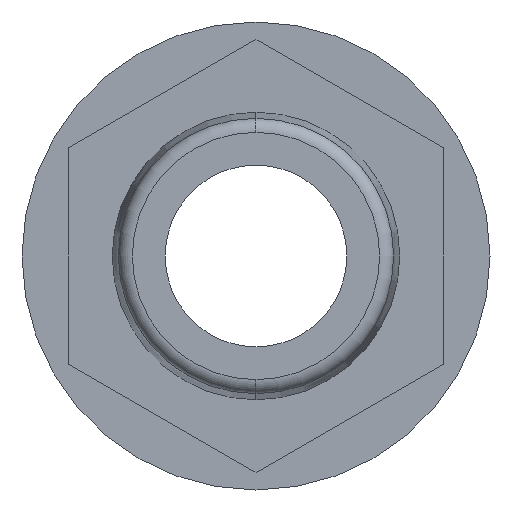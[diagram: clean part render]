
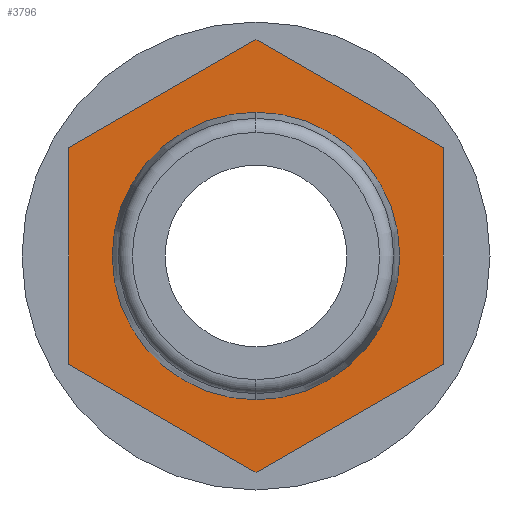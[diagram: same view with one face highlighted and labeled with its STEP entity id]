
A CAD part, left-side view. The second image highlights one B-rep face of the part: STEP entity #3796.
In plain terms, the highlighted planar face has unit normal (-1, 0, 0).
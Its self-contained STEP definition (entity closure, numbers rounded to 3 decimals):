
#261 = CARTESIAN_POINT ( 'NONE',  ( -27.9, 15.358, 0. ) ) ;
#262 = FACE_OUTER_BOUND ( 'NONE', #464, .T. ) ;
#266 = FACE_BOUND ( 'NONE', #456, .T. ) ;
#267 = PLANE ( 'NONE',  #2772 ) ;
#269 = DIRECTION ( 'NONE',  ( 1., 0., 0. ) ) ;
#270 = DIRECTION ( 'NONE',  ( 0., 0., -1. ) ) ;
#456 = EDGE_LOOP ( 'NONE', ( #920, #921 ) ) ;
#464 = EDGE_LOOP ( 'NONE', ( #922, #923, #924, #925, #926, #927 ) ) ;
#516 = VERTEX_POINT ( 'NONE', #1240 ) ;
#524 = VERTEX_POINT ( 'NONE', #1246 ) ;
#528 = VERTEX_POINT ( 'NONE', #1250 ) ;
#529 = VERTEX_POINT ( 'NONE', #1251 ) ;
#530 = VERTEX_POINT ( 'NONE', #1252 ) ;
#531 = VERTEX_POINT ( 'NONE', #1253 ) ;
#602 = VERTEX_POINT ( 'NONE', #1949 ) ;
#606 = VERTEX_POINT ( 'NONE', #1953 ) ;
#854 = EDGE_CURVE ( 'NONE', #606, #602, #2461, .T. ) ;
#855 = EDGE_CURVE ( 'NONE', #528, #516, #1421, .T. ) ;
#856 = EDGE_CURVE ( 'NONE', #516, #524, #1420, .T. ) ;
#857 = EDGE_CURVE ( 'NONE', #524, #529, #1428, .T. ) ;
#858 = EDGE_CURVE ( 'NONE', #529, #530, #1431, .T. ) ;
#859 = EDGE_CURVE ( 'NONE', #530, #531, #1434, .T. ) ;
#860 = EDGE_CURVE ( 'NONE', #531, #528, #1437, .T. ) ;
#920 = ORIENTED_EDGE ( 'NONE', *, *, #3681, .F. ) ;
#921 = ORIENTED_EDGE ( 'NONE', *, *, #854, .F. ) ;
#922 = ORIENTED_EDGE ( 'NONE', *, *, #855, .T. ) ;
#923 = ORIENTED_EDGE ( 'NONE', *, *, #856, .T. ) ;
#924 = ORIENTED_EDGE ( 'NONE', *, *, #857, .T. ) ;
#925 = ORIENTED_EDGE ( 'NONE', *, *, #858, .T. ) ;
#926 = ORIENTED_EDGE ( 'NONE', *, *, #859, .T. ) ;
#927 = ORIENTED_EDGE ( 'NONE', *, *, #860, .T. ) ;
#1240 = CARTESIAN_POINT ( 'NONE',  ( -27.9, 13.3, -7.679 ) ) ;
#1246 = CARTESIAN_POINT ( 'NONE',  ( -27.9, 0., -15.358 ) ) ;
#1250 = CARTESIAN_POINT ( 'NONE',  ( -27.9, 13.3, 7.679 ) ) ;
#1251 = CARTESIAN_POINT ( 'NONE',  ( -27.9, -13.3, -7.679 ) ) ;
#1252 = CARTESIAN_POINT ( 'NONE',  ( -27.9, -13.3, 7.679 ) ) ;
#1253 = CARTESIAN_POINT ( 'NONE',  ( -27.9, 0., 15.358 ) ) ;
#1382 = CARTESIAN_POINT ( 'NONE',  ( -27.9, 13.3, 7.679 ) ) ;
#1420 = LINE ( 'NONE', #1426, #2458 ) ;
#1421 = LINE ( 'NONE', #1382, #2460 ) ;
#1422 = CARTESIAN_POINT ( 'NONE',  ( -27.9, 0., 0. ) ) ;
#1423 = DIRECTION ( 'NONE',  ( -1., 0., 0. ) ) ;
#1424 = DIRECTION ( 'NONE',  ( 0., 0., 1. ) ) ;
#1425 = DIRECTION ( 'NONE',  ( 0., 0., -1. ) ) ;
#1426 = CARTESIAN_POINT ( 'NONE',  ( -27.9, 13.3, -7.679 ) ) ;
#1427 = DIRECTION ( 'NONE',  ( 0., -0.866, -0.5 ) ) ;
#1428 = LINE ( 'NONE', #1429, #2464 ) ;
#1429 = CARTESIAN_POINT ( 'NONE',  ( -27.9, 0., -15.358 ) ) ;
#1430 = DIRECTION ( 'NONE',  ( 0., -0.866, 0.5 ) ) ;
#1431 = LINE ( 'NONE', #1432, #2465 ) ;
#1432 = CARTESIAN_POINT ( 'NONE',  ( -27.9, -13.3, -7.679 ) ) ;
#1433 = DIRECTION ( 'NONE',  ( 0., 0., 1. ) ) ;
#1434 = LINE ( 'NONE', #1435, #2466 ) ;
#1435 = CARTESIAN_POINT ( 'NONE',  ( -27.9, -13.3, 7.679 ) ) ;
#1436 = DIRECTION ( 'NONE',  ( 0., 0.866, 0.5 ) ) ;
#1437 = LINE ( 'NONE', #1438, #2467 ) ;
#1438 = CARTESIAN_POINT ( 'NONE',  ( -27.9, 0., 15.358 ) ) ;
#1439 = DIRECTION ( 'NONE',  ( 0., 0.866, -0.5 ) ) ;
#1949 = CARTESIAN_POINT ( 'NONE',  ( -27.9, 0., 10.2 ) ) ;
#1953 = CARTESIAN_POINT ( 'NONE',  ( -27.9, 0., -10.2 ) ) ;
#2458 = VECTOR ( 'NONE', #1427, 1000. ) ;
#2460 = VECTOR ( 'NONE', #1425, 1000. ) ;
#2461 = CIRCLE ( 'NONE', #2462, 10.2 ) ;
#2462 = AXIS2_PLACEMENT_3D ( 'NONE', #1422, #1423, #1424 ) ;
#2464 = VECTOR ( 'NONE', #1430, 1000. ) ;
#2465 = VECTOR ( 'NONE', #1433, 1000. ) ;
#2466 = VECTOR ( 'NONE', #1436, 1000. ) ;
#2467 = VECTOR ( 'NONE', #1439, 1000. ) ;
#2565 = CIRCLE ( 'NONE', #2581, 10.2 ) ;
#2581 = AXIS2_PLACEMENT_3D ( 'NONE', #3258, #3259, #3260 ) ;
#2772 = AXIS2_PLACEMENT_3D ( 'NONE', #261, #269, #270 ) ;
#3258 = CARTESIAN_POINT ( 'NONE',  ( -27.9, 0., 0. ) ) ;
#3259 = DIRECTION ( 'NONE',  ( -1., 0., 0. ) ) ;
#3260 = DIRECTION ( 'NONE',  ( 0., 0., 1. ) ) ;
#3681 = EDGE_CURVE ( 'NONE', #602, #606, #2565, .T. ) ;
#3796 = ADVANCED_FACE ( 'NONE', ( #266, #262 ), #267, .F. ) ;
